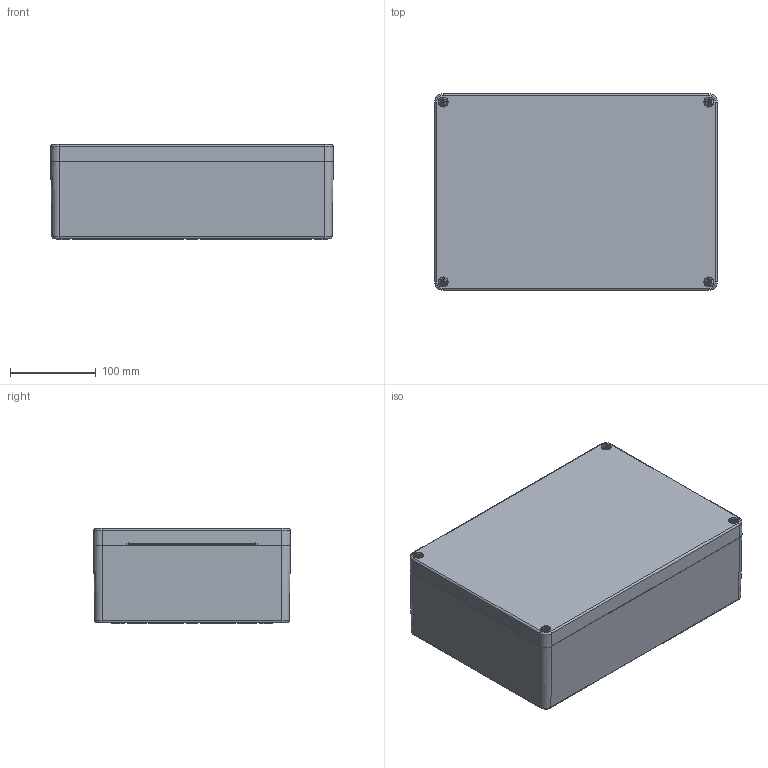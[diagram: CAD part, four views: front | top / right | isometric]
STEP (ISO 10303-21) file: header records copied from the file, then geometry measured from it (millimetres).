
FILE_DESCRIPTION((''),'2;1');
FILE_NAME('0101103202-MBA_332311_VE.stp','2014-10-20T09:47:36',('robin.rentz'),(''),'Autodesk Inventor 2012','Autodesk Inventor 2012','');
FILE_SCHEMA(('CONFIG_CONTROL_DESIGN'));
Length unit declared in the file: millimetre
Products named in the file (5): 0101103202-MBA_332311_VE; 0100103202-UT_332311_VE; 0100103201-OT_332311-332318_VE; xxx-O-Ring-MBA_332311-332318; Schraube BM 6x25
Assembly tree (7 placements, depth 2):
  0101103202-MBA_332311_VE
    0100103202-UT_332311_VE
    0100103201-OT_332311-332318_VE
    xxx-O-Ring-MBA_332311-332318
    Schraube BM 6x25  x4
Bounding box: 330 x 230 x 111 mm (x, y, z)
Volume: 1282505.6 mm3; surface area: 578484.6 mm2
Topology: 7 solids, 7 shells, 1469 faces, 3640 edges, 2300 vertices
Faces by surface type: plane 590, bspline 298, cylinder 264, torus 177, cone 136, sphere 4
Full cylindrical faces by diameter (mm): 4.917 x11, 5 x4, 6 x4, 6.5 x4, 7.5 x4, 8 x4, 9 x5, 10 x9, 10.5 x4, 11 x4, 12 x1, 12.5 x4
Entity records: 41409 total; most frequent: CARTESIAN_POINT 11434, ORIENTED_EDGE 6390, DIRECTION 5505, EDGE_CURVE 3195, VERTEX_POINT 2084, AXIS2_PLACEMENT_3D 1884, VECTOR 1737, LINE 1737
